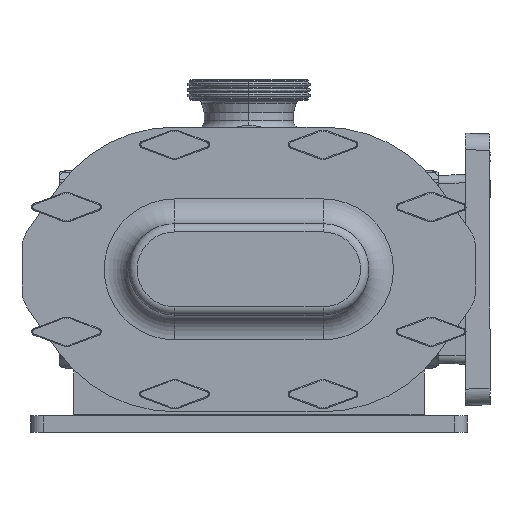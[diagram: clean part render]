
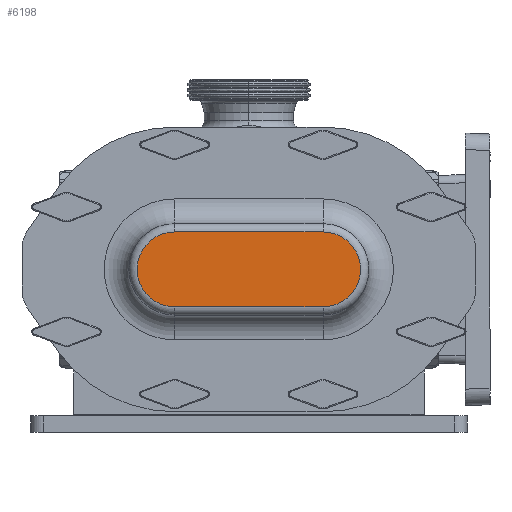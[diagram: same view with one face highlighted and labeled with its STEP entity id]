
A CAD part, left-side view. The second image highlights one B-rep face of the part: STEP entity #6198.
In plain terms, the highlighted planar face has unit normal (-1, 0, 0).
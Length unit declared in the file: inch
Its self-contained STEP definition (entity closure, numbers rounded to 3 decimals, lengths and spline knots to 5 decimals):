
#106 = CARTESIAN_POINT ( 'NONE',  ( -2.21, 2.25, 1.135 ) ) ;
#1338 = CARTESIAN_POINT ( 'NONE',  ( -2.21, 2.25, 1.135 ) ) ;
#1959 = PLANE ( 'NONE',  #2899 ) ;
#2654 = CARTESIAN_POINT ( 'NONE',  ( -2.21, 2.25, 0. ) ) ;
#2745 = CARTESIAN_POINT ( 'NONE',  ( -2.21, -2.25, -1.135 ) ) ;
#2899 = AXIS2_PLACEMENT_3D ( 'NONE', #34750, #14881, #25278 ) ;
#5476 = CARTESIAN_POINT ( 'NONE',  ( -2.21, -2.25, 1.135 ) ) ;
#6198 = ADVANCED_FACE ( 'NONE', ( #35182 ), #1959, .T. ) ;
#8874 = VECTOR ( 'NONE', #37164, 39.37008 ) ;
#11992 = VERTEX_POINT ( 'NONE', #36487 ) ;
#13038 = ORIENTED_EDGE ( 'NONE', *, *, #36779, .T. ) ;
#14881 = DIRECTION ( 'NONE',  ( -1., 0., 0. ) ) ;
#16609 = ORIENTED_EDGE ( 'NONE', *, *, #21615, .T. ) ;
#18720 = ORIENTED_EDGE ( 'NONE', *, *, #39561, .T. ) ;
#19924 = EDGE_LOOP ( 'NONE', ( #13038, #16609, #25668, #18720 ) ) ;
#21615 = EDGE_CURVE ( 'NONE', #22665, #11992, #26106, .T. ) ;
#22040 = CIRCLE ( 'NONE', #36518, 1.135 ) ;
#22665 = VERTEX_POINT ( 'NONE', #106 ) ;
#25278 = DIRECTION ( 'NONE',  ( 0., 0., 1. ) ) ;
#25411 = AXIS2_PLACEMENT_3D ( 'NONE', #2654, #29808, #36084 ) ;
#25636 = LINE ( 'NONE', #2745, #42404 ) ;
#25668 = ORIENTED_EDGE ( 'NONE', *, *, #34765, .T. ) ;
#26106 = CIRCLE ( 'NONE', #25411, 1.135 ) ;
#27247 = LINE ( 'NONE', #1338, #8874 ) ;
#29277 = DIRECTION ( 'NONE',  ( -1., 0., 0. ) ) ;
#29463 = VERTEX_POINT ( 'NONE', #5476 ) ;
#29808 = DIRECTION ( 'NONE',  ( -1., 0., 0. ) ) ;
#32500 = DIRECTION ( 'NONE',  ( 0., -1., 0. ) ) ;
#34750 = CARTESIAN_POINT ( 'NONE',  ( -2.21, 2.25, 0. ) ) ;
#34765 = EDGE_CURVE ( 'NONE', #11992, #38746, #25636, .T. ) ;
#35182 = FACE_OUTER_BOUND ( 'NONE', #19924, .T. ) ;
#35549 = CARTESIAN_POINT ( 'NONE',  ( -2.21, -2.25, 0. ) ) ;
#36084 = DIRECTION ( 'NONE',  ( 0., 0., 1. ) ) ;
#36487 = CARTESIAN_POINT ( 'NONE',  ( -2.21, 2.25, -1.135 ) ) ;
#36518 = AXIS2_PLACEMENT_3D ( 'NONE', #35549, #29277, #41581 ) ;
#36779 = EDGE_CURVE ( 'NONE', #29463, #22665, #27247, .T. ) ;
#37164 = DIRECTION ( 'NONE',  ( 0., 1., 0. ) ) ;
#38746 = VERTEX_POINT ( 'NONE', #42318 ) ;
#39561 = EDGE_CURVE ( 'NONE', #38746, #29463, #22040, .T. ) ;
#41581 = DIRECTION ( 'NONE',  ( 0., 0., 1. ) ) ;
#42318 = CARTESIAN_POINT ( 'NONE',  ( -2.21, -2.25, -1.135 ) ) ;
#42404 = VECTOR ( 'NONE', #32500, 39.37008 ) ;
